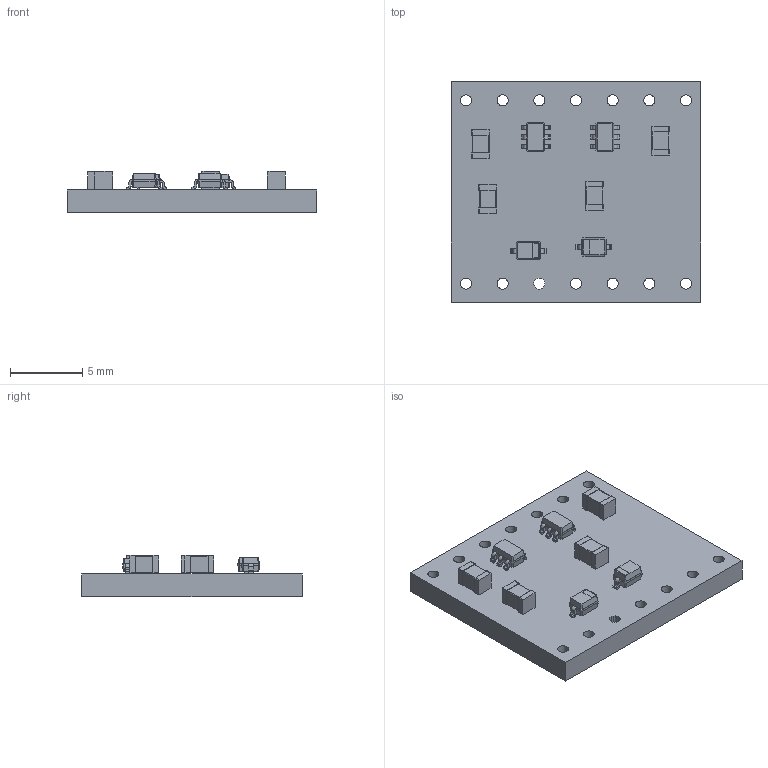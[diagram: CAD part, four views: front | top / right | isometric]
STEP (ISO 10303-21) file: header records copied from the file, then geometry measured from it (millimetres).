
FILE_DESCRIPTION(('KiCad electronic assembly'),'2;1');
FILE_NAME('HardwareProtection.step','2023-06-27T23:31:28',('Pcbnew'),( 'Kicad'),'Open CASCADE STEP processor 7.6','KiCad to STEP converter' ,'Unknown');
FILE_SCHEMA(('AUTOMOTIVE_DESIGN { 1 0 10303 214 1 1 1 1 }'));
Length unit declared in the file: millimetre
Products named in the file (8): HardwareProtection 1; C_0805_2012Metric; SOLID; SOT-363_SC-70-6; D_SOD-323; _autosave-HardwareProtection PCB
Assembly tree (12 placements, depth 3):
  HardwareProtection 1
    C_0805_2012Metric  x4
      SOLID
    SOT-363_SC-70-6  x2
      SOLID
    D_SOD-323  x2
      SOLID
    _autosave-HardwareProtection PCB
Bounding box: 17.27 x 15.24 x 2.88 mm (x, y, z)
Volume: 426.1 mm3; surface area: 770.6 mm2
Topology: 9 solids, 9 shells, 521 faces, 1287 edges, 794 vertices
Faces by surface type: plane 284, cylinder 125, bspline 112
Full cylindrical faces by diameter (mm): 0.762 x13
Entity records: 17320 total; most frequent: CARTESIAN_POINT 3360, DIRECTION 2172, LINE 1482, VECTOR 1482, ORIENTED_EDGE 1254, PCURVE 1254, DEFINITIONAL_REPRESENTATION 1254, EDGE_CURVE 627
